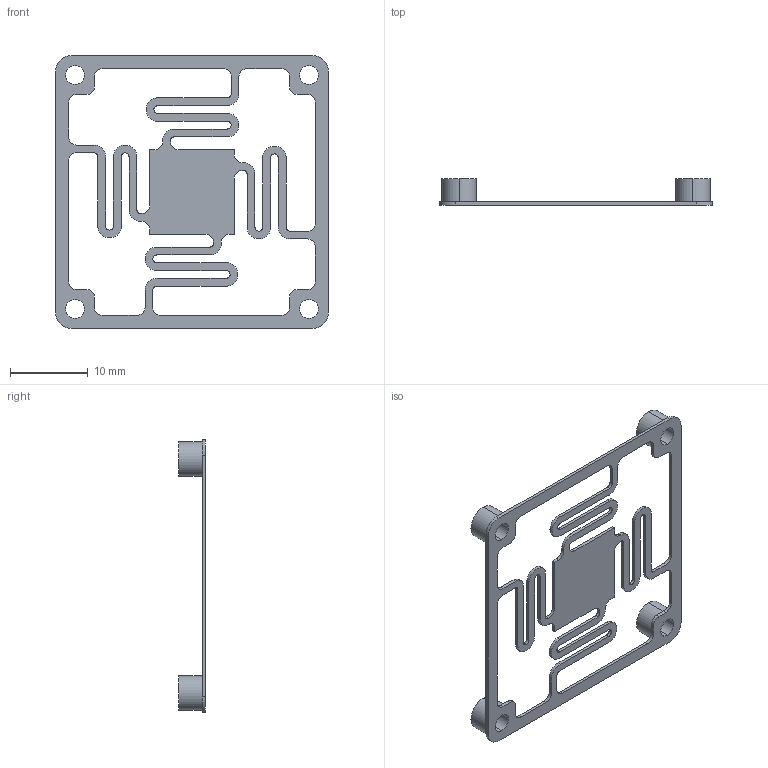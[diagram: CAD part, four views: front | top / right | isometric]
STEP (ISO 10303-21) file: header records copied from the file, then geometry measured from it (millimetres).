
FILE_DESCRIPTION (( 'STEP AP214' ), '1' );
FILE_NAME ('semi_rigid_IMU.STEP', '2015-11-05T07:44:41', ( '' ), ( '' ), 'SwSTEP 2.0', 'SolidWorks 2015', '' );
FILE_SCHEMA (( 'AUTOMOTIVE_DESIGN' ));
Length unit declared in the file: millimetre
Products named in the file (1): semi_rigid_IMU
Bounding box: 35 x 3.4 x 35 mm (x, y, z)
Volume: 338.4 mm3; surface area: 1556.8 mm2
Topology: 1 solids, 1 shells, 163 faces, 471 edges, 314 vertices
Faces by surface type: cylinder 89, plane 74
Entity records: 5489 total; most frequent: DIRECTION 977, CARTESIAN_POINT 949, ORIENTED_EDGE 942, EDGE_CURVE 471, AXIS2_PLACEMENT_3D 342, VERTEX_POINT 314, VECTOR 293, LINE 293
